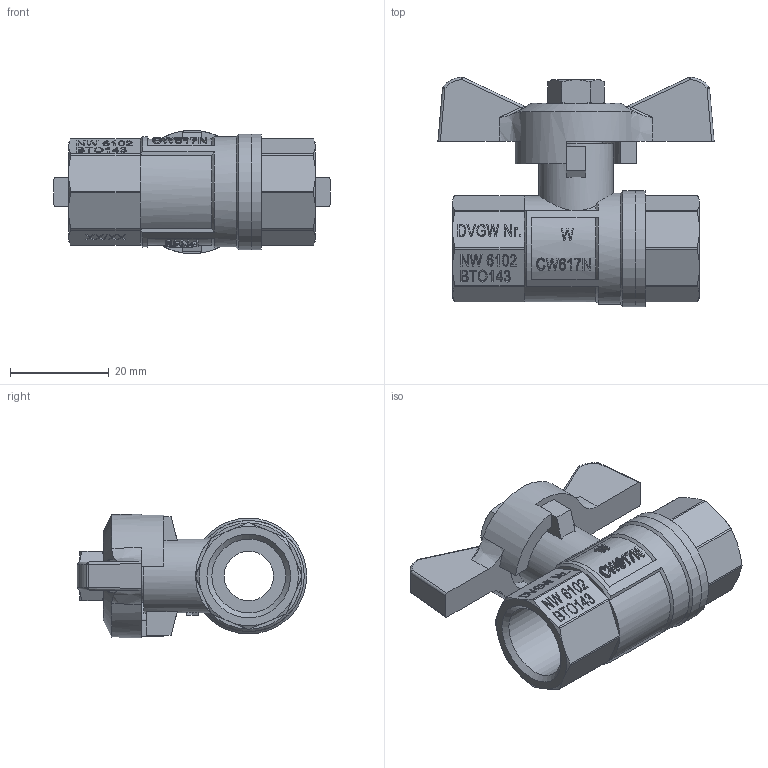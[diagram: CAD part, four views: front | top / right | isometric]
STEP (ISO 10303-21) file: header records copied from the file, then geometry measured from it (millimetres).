
FILE_DESCRIPTION(/* description */ ('Unknown'),/* implementation_level */ '2;1');
FILE_NAME(/* name */ '750-03',/* time_stamp */ '2022-07-26T10:21:42+02:00',/* author */ ('Unknown'),/* organization */ ('Unknown'),/* preprocessor_version */ 'ST-DEVELOPER v16.7',/* originating_system */ 'Solid Edge',/* authorisation */ 'Unknown');
FILE_SCHEMA (('AUTOMOTIVE_DESIGN {1 0 10303 214 3 1 1}'));
Length unit declared in the file: millimetre
Products named in the file (9): 750-03; Kvrper; Einschraubteil; Spindel; Spindeldichtung; Ring; Stopfbuchse2; Mutter; Flügelgriff 1_4 - 3_4
Assembly tree (8 placements, depth 2):
  750-03
    Kvrper
    Einschraubteil
    Spindel
    Spindeldichtung
    Ring
    Stopfbuchse2
    Mutter
    Flügelgriff 1_4 - 3_4
Bounding box: 56 x 46.5 x 25 mm (x, y, z)
Volume: 16776.8 mm3; surface area: 14492.2 mm2
Topology: 8 solids, 8 shells, 1709 faces, 4749 edges, 3146 vertices
Faces by surface type: plane 1491, cylinder 134, cone 58, bspline 18, sphere 8
Full cylindrical faces by diameter (mm): 5 x1, 7.5 x2, 7.7 x1, 8 x2, 8.5 x1, 9 x1, 9.5 x1, 10 x3, 10.2 x1, 10.5 x1, 10.6 x1, 12 x1, 14.95 x2, 15 x1, 16 x3, 17.5 x1, 18.5 x1, 20 x1, 20.5 x1, 22.5 x1, 23.5 x2
Entity records: 57983 total; most frequent: CARTESIAN_POINT 12475, DIRECTION 9862, ORIENTED_EDGE 9374, EDGE_CURVE 4687, AXIS2_PLACEMENT_3D 3602, VERTEX_POINT 3132, LINE 2658, VECTOR 2658
